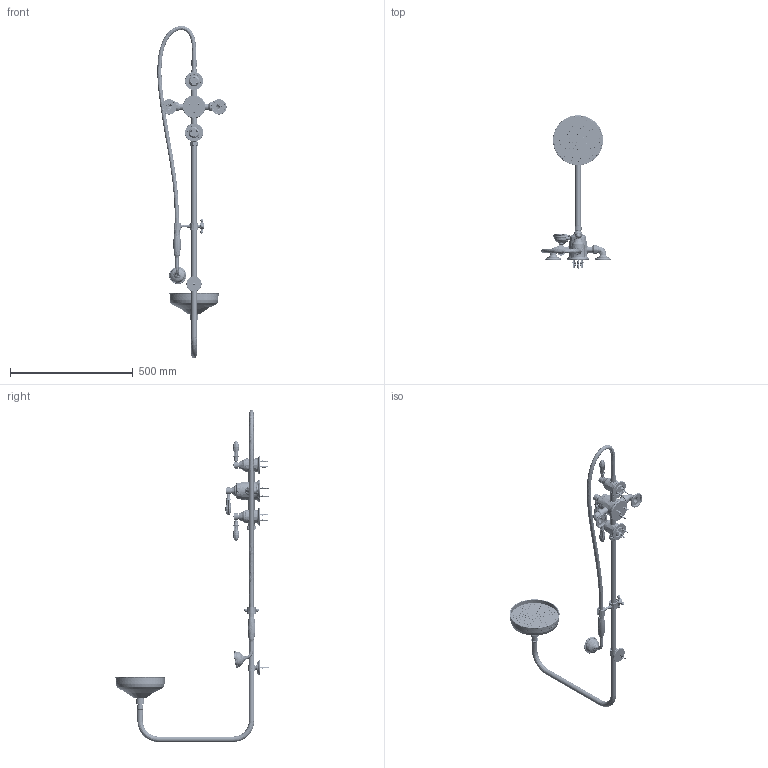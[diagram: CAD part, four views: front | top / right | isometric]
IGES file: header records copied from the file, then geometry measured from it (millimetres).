
Global section: file name: V2K6A-GB GC; native system: Autodesk Inventor 2018; preprocessor: unknown; author: aduggalther; date: 20180305.115119; units: millimetre
Bounding box: 282.52 x 627.09 x 1353.7 mm (x, y, z)
Volume: 2906845.8 mm3; surface area: 890458.2 mm2
Topology: 178 solids, 188 shells, 8047 faces, 22593 edges, 15277 vertices
Faces by surface type: bspline 8047
